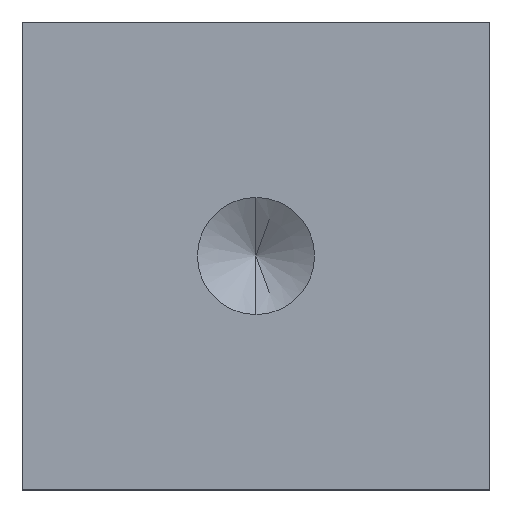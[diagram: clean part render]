
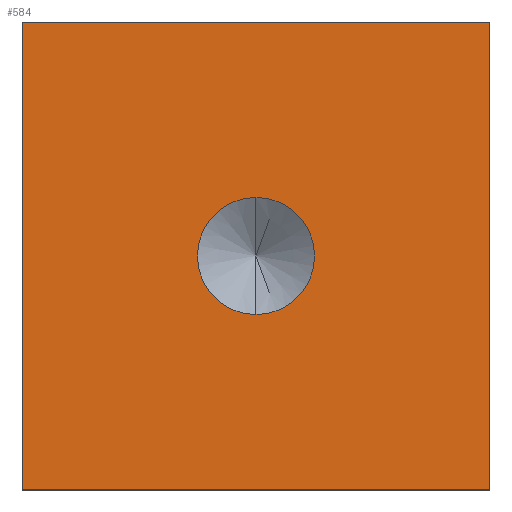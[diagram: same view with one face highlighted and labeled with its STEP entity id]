
A CAD part, left-side view. The second image highlights one B-rep face of the part: STEP entity #584.
In plain terms, the highlighted planar face has unit normal (-1, 0, 0).
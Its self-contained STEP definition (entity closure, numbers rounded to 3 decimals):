
#4 = CARTESIAN_POINT ( 'NONE',  ( -62.5, 5., 5. ) ) ;
#19 = ORIENTED_EDGE ( 'NONE', *, *, #364, .F. ) ;
#30 = LINE ( 'NONE', #346, #266 ) ;
#45 = CIRCLE ( 'NONE', #398, 1.25 ) ;
#52 = FACE_OUTER_BOUND ( 'NONE', #587, .T. ) ;
#105 = CARTESIAN_POINT ( 'NONE',  ( -62.5, 5., -5. ) ) ;
#124 = CARTESIAN_POINT ( 'NONE',  ( -62.5, -5., 5. ) ) ;
#130 = VERTEX_POINT ( 'NONE', #105 ) ;
#144 = EDGE_CURVE ( 'NONE', #502, #566, #45, .T. ) ;
#155 = EDGE_CURVE ( 'NONE', #356, #227, #484, .T. ) ;
#156 = DIRECTION ( 'NONE',  ( -1., 0., 0. ) ) ;
#175 = DIRECTION ( 'NONE',  ( 0., -1., 0. ) ) ;
#207 = DIRECTION ( 'NONE',  ( 0., -1., 0. ) ) ;
#216 = EDGE_CURVE ( 'NONE', #130, #356, #30, .T. ) ;
#227 = VERTEX_POINT ( 'NONE', #525 ) ;
#234 = ORIENTED_EDGE ( 'NONE', *, *, #472, .F. ) ;
#251 = AXIS2_PLACEMENT_3D ( 'NONE', #4, #372, #325 ) ;
#266 = VECTOR ( 'NONE', #207, 1000. ) ;
#279 = VECTOR ( 'NONE', #552, 1000. ) ;
#291 = VECTOR ( 'NONE', #349, 1000. ) ;
#297 = EDGE_LOOP ( 'NONE', ( #366, #551 ) ) ;
#301 = DIRECTION ( 'NONE',  ( -1., 0., 0. ) ) ;
#325 = DIRECTION ( 'NONE',  ( 0., 0., -1. ) ) ;
#328 = CARTESIAN_POINT ( 'NONE',  ( -62.5, 0., -1.25 ) ) ;
#336 = VERTEX_POINT ( 'NONE', #498 ) ;
#346 = CARTESIAN_POINT ( 'NONE',  ( -62.5, 5., -5. ) ) ;
#349 = DIRECTION ( 'NONE',  ( 0., 0., 1. ) ) ;
#356 = VERTEX_POINT ( 'NONE', #491 ) ;
#364 = EDGE_CURVE ( 'NONE', #336, #227, #537, .T. ) ;
#365 = CARTESIAN_POINT ( 'NONE',  ( -62.5, 5., 5. ) ) ;
#366 = ORIENTED_EDGE ( 'NONE', *, *, #520, .F. ) ;
#372 = DIRECTION ( 'NONE',  ( 1., 0., 0. ) ) ;
#375 = DIRECTION ( 'NONE',  ( 0., 0., 1. ) ) ;
#377 = CARTESIAN_POINT ( 'NONE',  ( -62.5, 5., 5. ) ) ;
#382 = CARTESIAN_POINT ( 'NONE',  ( -62.5, 0., 1.25 ) ) ;
#385 = ORIENTED_EDGE ( 'NONE', *, *, #155, .T. ) ;
#398 = AXIS2_PLACEMENT_3D ( 'NONE', #530, #301, #527 ) ;
#411 = ORIENTED_EDGE ( 'NONE', *, *, #216, .T. ) ;
#418 = PLANE ( 'NONE',  #251 ) ;
#419 = AXIS2_PLACEMENT_3D ( 'NONE', #549, #156, #375 ) ;
#463 = FACE_BOUND ( 'NONE', #297, .T. ) ;
#472 = EDGE_CURVE ( 'NONE', #130, #336, #547, .T. ) ;
#484 = LINE ( 'NONE', #124, #291 ) ;
#485 = CIRCLE ( 'NONE', #419, 1.25 ) ;
#491 = CARTESIAN_POINT ( 'NONE',  ( -62.5, -5., -5. ) ) ;
#498 = CARTESIAN_POINT ( 'NONE',  ( -62.5, 5., 5. ) ) ;
#502 = VERTEX_POINT ( 'NONE', #328 ) ;
#520 = EDGE_CURVE ( 'NONE', #566, #502, #485, .T. ) ;
#525 = CARTESIAN_POINT ( 'NONE',  ( -62.5, -5., 5. ) ) ;
#527 = DIRECTION ( 'NONE',  ( 0., 0., 1. ) ) ;
#530 = CARTESIAN_POINT ( 'NONE',  ( -62.5, 0., 0. ) ) ;
#537 = LINE ( 'NONE', #365, #538 ) ;
#538 = VECTOR ( 'NONE', #175, 1000. ) ;
#547 = LINE ( 'NONE', #377, #279 ) ;
#549 = CARTESIAN_POINT ( 'NONE',  ( -62.5, 0., 0. ) ) ;
#551 = ORIENTED_EDGE ( 'NONE', *, *, #144, .F. ) ;
#552 = DIRECTION ( 'NONE',  ( 0., 0., 1. ) ) ;
#566 = VERTEX_POINT ( 'NONE', #382 ) ;
#584 = ADVANCED_FACE ( 'NONE', ( #463, #52 ), #418, .F. ) ;
#587 = EDGE_LOOP ( 'NONE', ( #385, #19, #234, #411 ) ) ;
